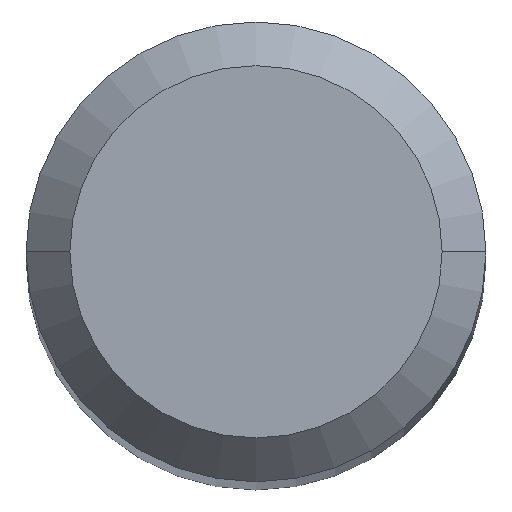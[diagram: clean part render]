
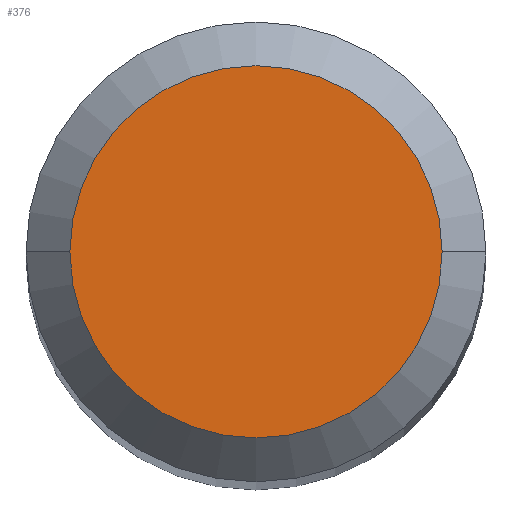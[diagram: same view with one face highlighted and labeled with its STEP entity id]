
A CAD part, top view. The second image highlights one B-rep face of the part: STEP entity #376.
In plain terms, the highlighted planar face has unit normal (0, 0, 1).
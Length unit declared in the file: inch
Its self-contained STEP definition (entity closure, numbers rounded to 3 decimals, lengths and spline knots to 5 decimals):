
#26 = ORIENTED_EDGE ( 'NONE', *, *, #430, .T. ) ;
#31 = DIRECTION ( 'NONE',  ( 0., 0., 1. ) ) ;
#33 = CARTESIAN_POINT ( 'NONE',  ( 0., 0., 0. ) ) ;
#34 = CIRCLE ( 'NONE', #339, 0.06375 ) ;
#84 = AXIS2_PLACEMENT_3D ( 'NONE', #33, #463, #139 ) ;
#101 = ORIENTED_EDGE ( 'NONE', *, *, #427, .T. ) ;
#113 = CARTESIAN_POINT ( 'NONE',  ( -0.06375, 0., 0. ) ) ;
#137 = VERTEX_POINT ( 'NONE', #113 ) ;
#139 = DIRECTION ( 'NONE',  ( 1., 0., 0. ) ) ;
#147 = DIRECTION ( 'NONE',  ( 1., 0., 0. ) ) ;
#198 = CIRCLE ( 'NONE', #84, 0.06375 ) ;
#283 = DIRECTION ( 'NONE',  ( 0., 0., -1. ) ) ;
#298 = AXIS2_PLACEMENT_3D ( 'NONE', #456, #283, #423 ) ;
#336 = VERTEX_POINT ( 'NONE', #415 ) ;
#339 = AXIS2_PLACEMENT_3D ( 'NONE', #425, #31, #147 ) ;
#376 = ADVANCED_FACE ( 'NONE', ( #420 ), #417, .F. ) ;
#415 = CARTESIAN_POINT ( 'NONE',  ( 0.06375, 0., 0. ) ) ;
#417 = PLANE ( 'NONE',  #298 ) ;
#420 = FACE_OUTER_BOUND ( 'NONE', #421, .T. ) ;
#421 = EDGE_LOOP ( 'NONE', ( #101, #26 ) ) ;
#423 = DIRECTION ( 'NONE',  ( -1., 0., 0. ) ) ;
#425 = CARTESIAN_POINT ( 'NONE',  ( 0., 0., 0. ) ) ;
#427 = EDGE_CURVE ( 'NONE', #137, #336, #198, .T. ) ;
#430 = EDGE_CURVE ( 'NONE', #336, #137, #34, .T. ) ;
#456 = CARTESIAN_POINT ( 'NONE',  ( 0., 0.06375, 0. ) ) ;
#463 = DIRECTION ( 'NONE',  ( 0., 0., 1. ) ) ;
